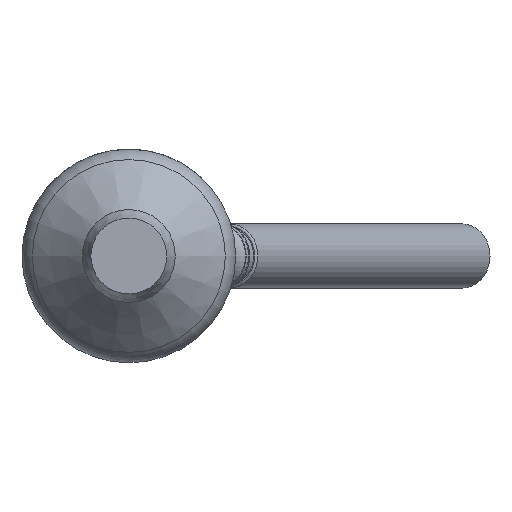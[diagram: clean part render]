
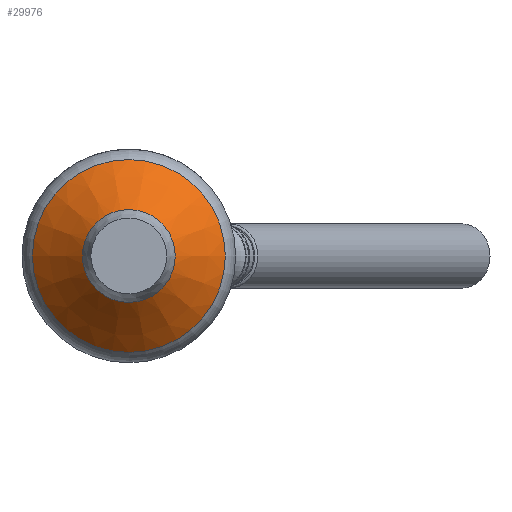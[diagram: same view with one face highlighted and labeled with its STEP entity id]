
A CAD part, left-side view. The second image highlights one B-rep face of the part: STEP entity #29976.
In plain terms, the highlighted conical face has half-angle 45 degrees and reference radius 45 mm.
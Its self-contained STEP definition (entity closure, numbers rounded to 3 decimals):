
#267 = EDGE_CURVE ( 'NONE', #28685, #28685, #3642, .T. ) ;
#3642 = CIRCLE ( 'NONE', #14789, 40.607 ) ;
#4443 = ORIENTED_EDGE ( 'NONE', *, *, #10260, .T. ) ;
#4584 = CARTESIAN_POINT ( 'NONE',  ( -22.778, 0., 0. ) ) ;
#5269 = DIRECTION ( 'NONE',  ( 1., 0., 0. ) ) ;
#7453 = DIRECTION ( 'NONE',  ( 0., -1., 0. ) ) ;
#7594 = DIRECTION ( 'NONE',  ( 0., 1., 0. ) ) ;
#8541 = CIRCLE ( 'NONE', #35417, 19.536 ) ;
#10260 = EDGE_CURVE ( 'NONE', #26005, #26005, #8541, .T. ) ;
#10688 = CONICAL_SURFACE ( 'NONE', #32416, 45., 0.785 ) ;
#11563 = FACE_OUTER_BOUND ( 'NONE', #29268, .T. ) ;
#14789 = AXIS2_PLACEMENT_3D ( 'NONE', #4584, #24629, #7453 ) ;
#18067 = EDGE_LOOP ( 'NONE', ( #4443 ) ) ;
#21852 = DIRECTION ( 'NONE',  ( 1., 0., 0. ) ) ;
#22418 = CARTESIAN_POINT ( 'NONE',  ( -43.849, 0., 0. ) ) ;
#24629 = DIRECTION ( 'NONE',  ( -1., 0., 0. ) ) ;
#25290 = DIRECTION ( 'NONE',  ( 0., 1., 0. ) ) ;
#26005 = VERTEX_POINT ( 'NONE', #28755 ) ;
#27688 = FACE_BOUND ( 'NONE', #18067, .T. ) ;
#28508 = CARTESIAN_POINT ( 'NONE',  ( -22.778, -40.607, 0. ) ) ;
#28685 = VERTEX_POINT ( 'NONE', #28508 ) ;
#28755 = CARTESIAN_POINT ( 'NONE',  ( -43.849, 19.536, 0. ) ) ;
#29268 = EDGE_LOOP ( 'NONE', ( #36220 ) ) ;
#29976 = ADVANCED_FACE ( 'NONE', ( #27688, #11563 ), #10688, .T. ) ;
#30471 = CARTESIAN_POINT ( 'NONE',  ( -18.385, 0., 0. ) ) ;
#32416 = AXIS2_PLACEMENT_3D ( 'NONE', #30471, #21852, #7594 ) ;
#35417 = AXIS2_PLACEMENT_3D ( 'NONE', #22418, #5269, #25290 ) ;
#36220 = ORIENTED_EDGE ( 'NONE', *, *, #267, .T. ) ;
